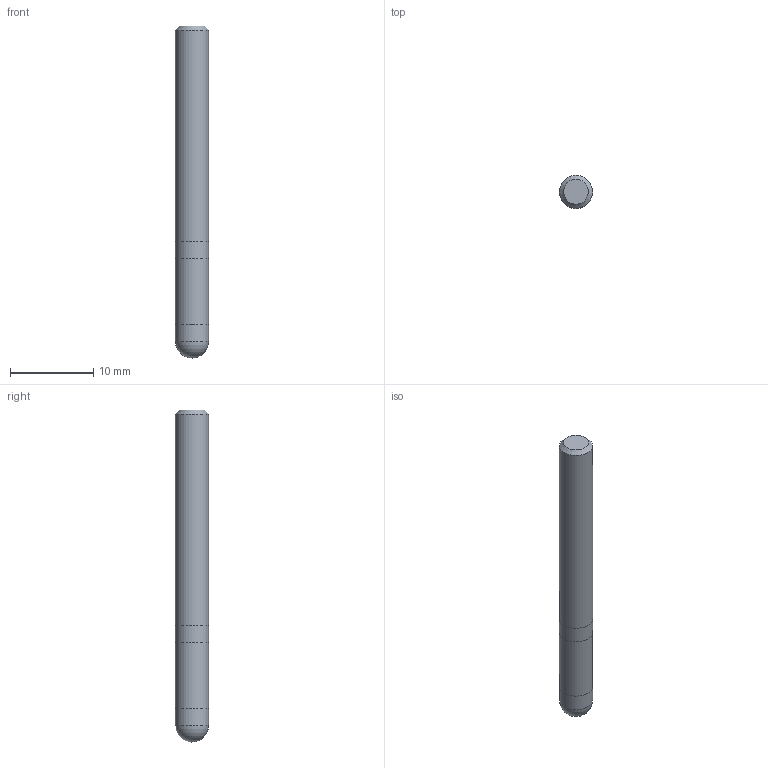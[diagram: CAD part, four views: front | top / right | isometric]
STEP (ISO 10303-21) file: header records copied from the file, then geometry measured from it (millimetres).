
FILE_DESCRIPTION(/* description */ (''),/* implementation_level */ '2;1');
FILE_NAME(/* name */ '00039143.stp',/* time_stamp */ '2012-03-01T13:03:36+06:00',/* author */ (''),/* organization */ (''),/* preprocessor_version */ 'ST-DEVELOPER v11',/* originating_system */ 'SIEMENS PLM Software NX 7.5',/* authorisation */ '');
FILE_SCHEMA (('AUTOMOTIVE_DESIGN { 1 0 10303 214 1 1 1 1 }'));
Length unit declared in the file: millimetre
Products named in the file (1): inpu6AA66rpm
Bounding box: 4 x 4 x 40 mm (x, y, z)
Volume: 492.8 mm3; surface area: 586.6 mm2
Topology: 4 solids, 4 shells, 13 faces, 19 edges, 13 vertices
Faces by surface type: plane 7, cylinder 4, cone 1, sphere 1
Full cylindrical faces by diameter (mm): 4 x4
Entity records: 267 total; most frequent: DIRECTION 46, CARTESIAN_POINT 32, AXIS2_PLACEMENT_3D 23, EDGE_LOOP 18, ORIENTED_EDGE 18, ADVANCED_FACE 13, FACE_BOUND 10, VERTEX_POINT 9
